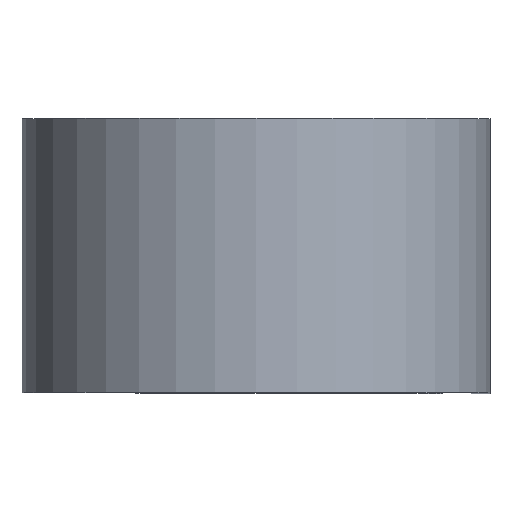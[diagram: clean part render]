
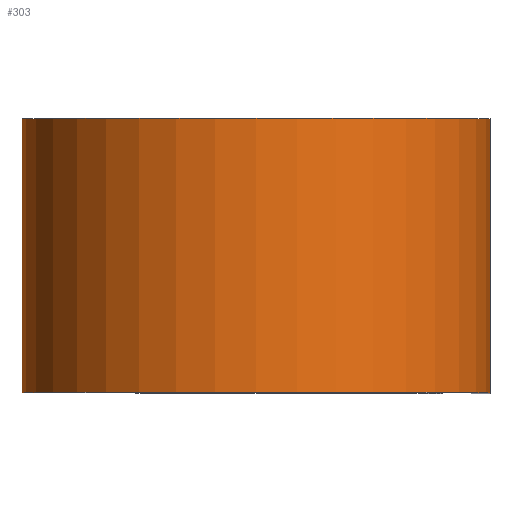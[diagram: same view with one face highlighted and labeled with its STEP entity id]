
A CAD part, top view. The second image highlights one B-rep face of the part: STEP entity #303.
In plain terms, the highlighted cylindrical face has radius 18.986 mm (diameter 37.973 mm), a partial arc.
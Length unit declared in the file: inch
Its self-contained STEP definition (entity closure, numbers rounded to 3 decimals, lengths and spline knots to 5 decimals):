
#13 = EDGE_CURVE ( 'NONE', #562, #453, #589, .T. ) ;
#18 = CARTESIAN_POINT ( 'NONE',  ( 0., 0.4375, 0. ) ) ;
#19 = DIRECTION ( 'NONE',  ( 0., 0., -1. ) ) ;
#55 = FACE_OUTER_BOUND ( 'NONE', #148, .T. ) ;
#67 = DIRECTION ( 'NONE',  ( 0., 1., 0. ) ) ;
#99 = EDGE_CURVE ( 'NONE', #453, #332, #547, .T. ) ;
#111 = DIRECTION ( 'NONE',  ( 1., 0., 0. ) ) ;
#121 = CARTESIAN_POINT ( 'NONE',  ( 0., -0.4375, 0. ) ) ;
#148 = EDGE_LOOP ( 'NONE', ( #226, #228, #512, #186 ) ) ;
#164 = CARTESIAN_POINT ( 'NONE',  ( 0., -0.4375, -0.7475 ) ) ;
#175 = CIRCLE ( 'NONE', #555, 0.7475 ) ;
#186 = ORIENTED_EDGE ( 'NONE', *, *, #242, .T. ) ;
#187 = AXIS2_PLACEMENT_3D ( 'NONE', #367, #266, #279 ) ;
#226 = ORIENTED_EDGE ( 'NONE', *, *, #394, .T. ) ;
#228 = ORIENTED_EDGE ( 'NONE', *, *, #99, .F. ) ;
#236 = CYLINDRICAL_SURFACE ( 'NONE', #438, 0.7475 ) ;
#241 = CARTESIAN_POINT ( 'NONE',  ( 0., 0.4375, -0.7475 ) ) ;
#242 = EDGE_CURVE ( 'NONE', #562, #503, #405, .T. ) ;
#266 = DIRECTION ( 'NONE',  ( 0., 1., 0. ) ) ;
#279 = DIRECTION ( 'NONE',  ( 1., 0., 0. ) ) ;
#303 = ADVANCED_FACE ( 'NONE', ( #55 ), #236, .T. ) ;
#313 = CARTESIAN_POINT ( 'NONE',  ( 0.7475, -0.4375, 0. ) ) ;
#325 = CARTESIAN_POINT ( 'NONE',  ( 0., 0.4375, -0.7475 ) ) ;
#332 = VERTEX_POINT ( 'NONE', #313 ) ;
#367 = CARTESIAN_POINT ( 'NONE',  ( 0., 0.4375, 0. ) ) ;
#372 = DIRECTION ( 'NONE',  ( 0., -1., 0. ) ) ;
#394 = EDGE_CURVE ( 'NONE', #503, #332, #175, .T. ) ;
#395 = VECTOR ( 'NONE', #372, 39.37008 ) ;
#404 = CARTESIAN_POINT ( 'NONE',  ( 0.7475, 0.4375, 0. ) ) ;
#405 = LINE ( 'NONE', #241, #395 ) ;
#438 = AXIS2_PLACEMENT_3D ( 'NONE', #18, #525, #19 ) ;
#453 = VERTEX_POINT ( 'NONE', #605 ) ;
#503 = VERTEX_POINT ( 'NONE', #164 ) ;
#512 = ORIENTED_EDGE ( 'NONE', *, *, #13, .F. ) ;
#525 = DIRECTION ( 'NONE',  ( 0., -1., 0. ) ) ;
#529 = DIRECTION ( 'NONE',  ( 0., -1., 0. ) ) ;
#542 = VECTOR ( 'NONE', #529, 39.37008 ) ;
#547 = LINE ( 'NONE', #404, #542 ) ;
#555 = AXIS2_PLACEMENT_3D ( 'NONE', #121, #67, #111 ) ;
#562 = VERTEX_POINT ( 'NONE', #325 ) ;
#589 = CIRCLE ( 'NONE', #187, 0.7475 ) ;
#605 = CARTESIAN_POINT ( 'NONE',  ( 0.7475, 0.4375, 0. ) ) ;
